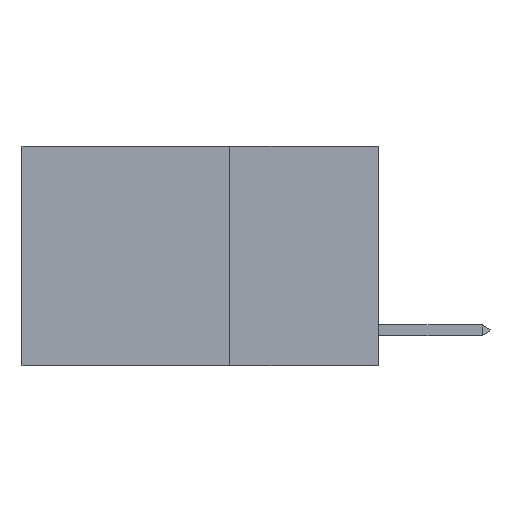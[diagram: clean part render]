
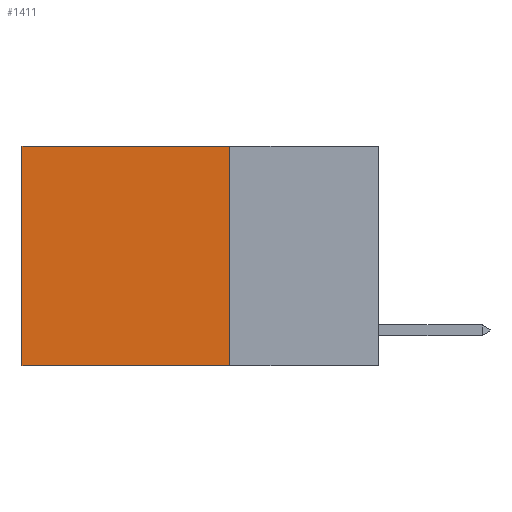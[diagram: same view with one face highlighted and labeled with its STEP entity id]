
A CAD part, left-side view. The second image highlights one B-rep face of the part: STEP entity #1411.
In plain terms, the highlighted planar face has unit normal (-1, 0, 0).
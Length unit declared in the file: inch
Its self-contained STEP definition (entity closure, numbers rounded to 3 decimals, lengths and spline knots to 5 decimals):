
#237 = CARTESIAN_POINT ( 'NONE',  ( 0.2625, 0.6, 0. ) ) ;
#320 = VERTEX_POINT ( 'NONE', #7371 ) ;
#516 = PLANE ( 'NONE',  #3194 ) ;
#629 = ORIENTED_EDGE ( 'NONE', *, *, #1543, .F. ) ;
#1411 = ADVANCED_FACE ( 'NONE', ( #2171 ), #516, .F. ) ;
#1543 = EDGE_CURVE ( 'NONE', #6309, #320, #3605, .T. ) ;
#2171 = FACE_OUTER_BOUND ( 'NONE', #5868, .T. ) ;
#2457 = LINE ( 'NONE', #10822, #9566 ) ;
#3070 = CARTESIAN_POINT ( 'NONE',  ( 0.2625, 0.25, 0. ) ) ;
#3194 = AXIS2_PLACEMENT_3D ( 'NONE', #3070, #11350, #4149 ) ;
#3544 = CARTESIAN_POINT ( 'NONE',  ( 0.2625, 0.25, 0. ) ) ;
#3569 = CARTESIAN_POINT ( 'NONE',  ( 0.2625, 0.6, -0.37 ) ) ;
#3605 = LINE ( 'NONE', #3544, #7828 ) ;
#4064 = DIRECTION ( 'NONE',  ( 0., 0., -1. ) ) ;
#4149 = DIRECTION ( 'NONE',  ( 0., 0., -1. ) ) ;
#4435 = VERTEX_POINT ( 'NONE', #237 ) ;
#4620 = VECTOR ( 'NONE', #5931, 39.37008 ) ;
#4894 = CARTESIAN_POINT ( 'NONE',  ( 0.2625, 0.25, -0.37 ) ) ;
#5601 = EDGE_CURVE ( 'NONE', #6309, #4435, #2457, .T. ) ;
#5773 = VECTOR ( 'NONE', #4064, 39.37008 ) ;
#5868 = EDGE_LOOP ( 'NONE', ( #9017, #6208, #629, #8520 ) ) ;
#5931 = DIRECTION ( 'NONE',  ( 0., 1., 0. ) ) ;
#6208 = ORIENTED_EDGE ( 'NONE', *, *, #7627, .F. ) ;
#6309 = VERTEX_POINT ( 'NONE', #11316 ) ;
#6763 = LINE ( 'NONE', #4894, #4620 ) ;
#7189 = EDGE_CURVE ( 'NONE', #4435, #7751, #7822, .T. ) ;
#7217 = DIRECTION ( 'NONE',  ( 0., 0., -1. ) ) ;
#7371 = CARTESIAN_POINT ( 'NONE',  ( 0.2625, 0.25, -0.37 ) ) ;
#7627 = EDGE_CURVE ( 'NONE', #320, #7751, #6763, .T. ) ;
#7751 = VERTEX_POINT ( 'NONE', #3569 ) ;
#7822 = LINE ( 'NONE', #9750, #5773 ) ;
#7828 = VECTOR ( 'NONE', #7217, 39.37008 ) ;
#8520 = ORIENTED_EDGE ( 'NONE', *, *, #5601, .T. ) ;
#9017 = ORIENTED_EDGE ( 'NONE', *, *, #7189, .T. ) ;
#9566 = VECTOR ( 'NONE', #9819, 39.37008 ) ;
#9750 = CARTESIAN_POINT ( 'NONE',  ( 0.2625, 0.6, 0. ) ) ;
#9819 = DIRECTION ( 'NONE',  ( 0., 1., 0. ) ) ;
#10822 = CARTESIAN_POINT ( 'NONE',  ( 0.2625, 0.25, 0. ) ) ;
#11316 = CARTESIAN_POINT ( 'NONE',  ( 0.2625, 0.25, 0. ) ) ;
#11350 = DIRECTION ( 'NONE',  ( 1., 0., 0. ) ) ;
